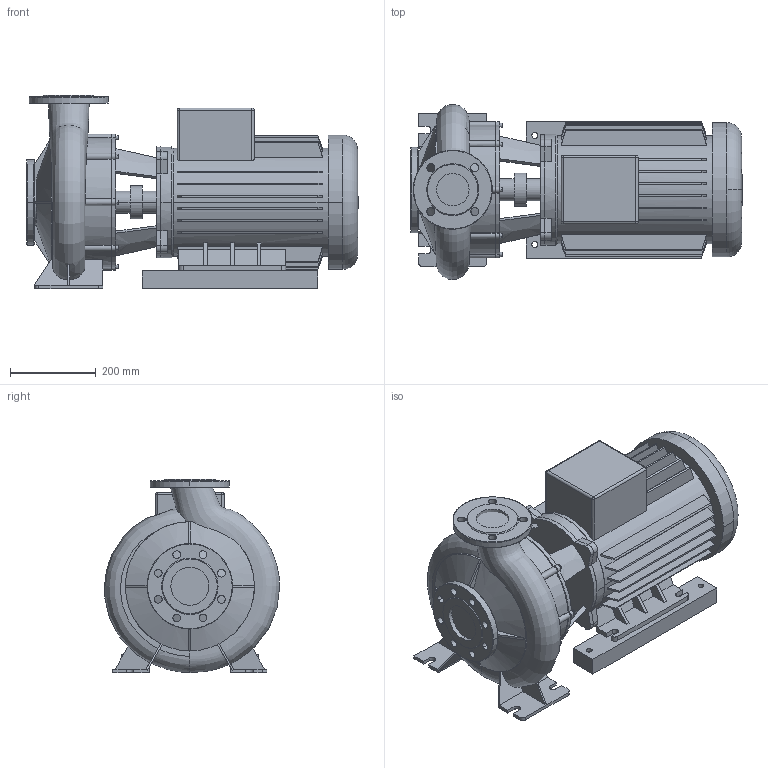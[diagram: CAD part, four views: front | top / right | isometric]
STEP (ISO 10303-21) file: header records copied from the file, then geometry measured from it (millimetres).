
FILE_DESCRIPTION((''),'2;1');
FILE_NAME('3d_BM65_220-22_2-2103523.stp','2011-01-26T14:45:42',(''),(''),'Mechanical Desktop 2008','Mechanical Desktop 2008',', , ');
FILE_SCHEMA(('CONFIG_CONTROL_DESIGN'));
Length unit declared in the file: millimetre
Products named in the file (1): Product
Bounding box: 776.5 x 409.84 x 452 mm (x, y, z)
Volume: 49930359.5 mm3; surface area: 2367409.8 mm2
Topology: 12 solids, 12 shells, 698 faces, 1825 edges, 1191 vertices
Faces by surface type: plane 327, bspline 178, cylinder 137, cone 46, torus 6, sphere 4
Entity records: 30616 total; most frequent: CARTESIAN_POINT 14064, ORIENTED_EDGE 3642, DIRECTION 3088, EDGE_CURVE 1821, VERTEX_POINT 1191, VECTOR 1080, LINE 1080, AXIS2_PLACEMENT_3D 1004
